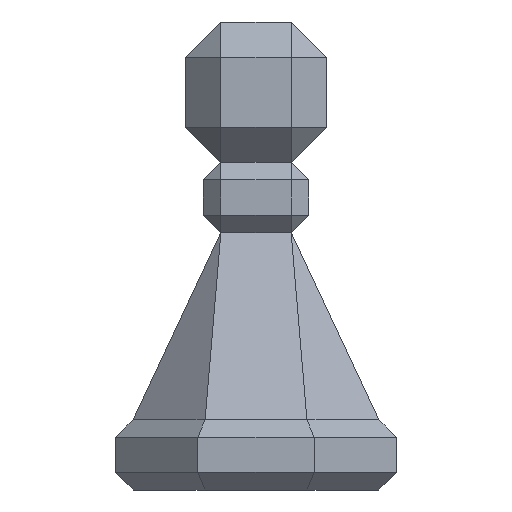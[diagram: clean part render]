
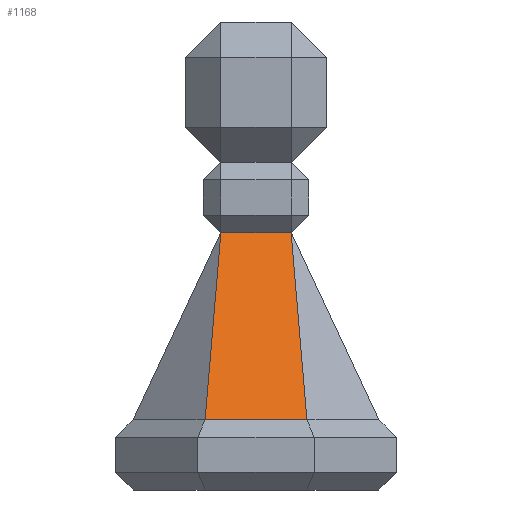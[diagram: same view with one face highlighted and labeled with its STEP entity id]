
A CAD part, front view. The second image highlights one B-rep face of the part: STEP entity #1168.
In plain terms, the highlighted planar face has unit normal (0, -0.905, 0.424).
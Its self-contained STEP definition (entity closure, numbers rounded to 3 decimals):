
#66=FACE_OUTER_BOUND('',#148,.T.);
#148=EDGE_LOOP('',(#910,#911,#912,#913));
#259=LINE('',#1780,#415);
#273=LINE('',#1808,#429);
#276=LINE('',#1815,#432);
#277=LINE('',#1816,#433);
#415=VECTOR('',#1453,5.);
#429=VECTOR('',#1491,5.);
#432=VECTOR('',#1498,5.);
#433=VECTOR('',#1499,5.);
#521=VERTEX_POINT('',#1734);
#531=VERTEX_POINT('',#1759);
#536=VERTEX_POINT('',#1805);
#538=VERTEX_POINT('',#1814);
#647=EDGE_CURVE('',#521,#531,#259,.T.);
#661=EDGE_CURVE('',#536,#521,#273,.T.);
#664=EDGE_CURVE('',#531,#538,#276,.T.);
#665=EDGE_CURVE('',#536,#538,#277,.T.);
#910=ORIENTED_EDGE('',*,*,#647,.T.);
#911=ORIENTED_EDGE('',*,*,#664,.T.);
#912=ORIENTED_EDGE('',*,*,#665,.F.);
#913=ORIENTED_EDGE('',*,*,#661,.T.);
#1086=PLANE('',#1264);
#1168=ADVANCED_FACE('',(#66),#1086,.T.);
#1264=AXIS2_PLACEMENT_3D('',#1813,#1496,#1497);
#1453=DIRECTION('',(-1.,0.,0.));
#1491=DIRECTION('',(-0.076,0.423,0.903));
#1496=DIRECTION('center_axis',(0.,-0.905,0.424));
#1497=DIRECTION('ref_axis',(0.,-0.424,-0.905));
#1498=DIRECTION('',(-0.076,-0.423,-0.903));
#1499=DIRECTION('',(-1.,0.,0.));
#1734=CARTESIAN_POINT('',(-2.,2.,42.667));
#1759=CARTESIAN_POINT('',(-6.,2.,42.667));
#1780=CARTESIAN_POINT('',(-2.,2.,42.667));
#1805=CARTESIAN_POINT('',(-1.101,-3.,32.));
#1808=CARTESIAN_POINT('',(-1.101,-3.,32.));
#1813=CARTESIAN_POINT('Origin',(-2.,2.,42.667));
#1814=CARTESIAN_POINT('',(-6.899,-3.,32.));
#1815=CARTESIAN_POINT('',(-6.,2.,42.667));
#1816=CARTESIAN_POINT('',(-5.657,-3.,32.));
